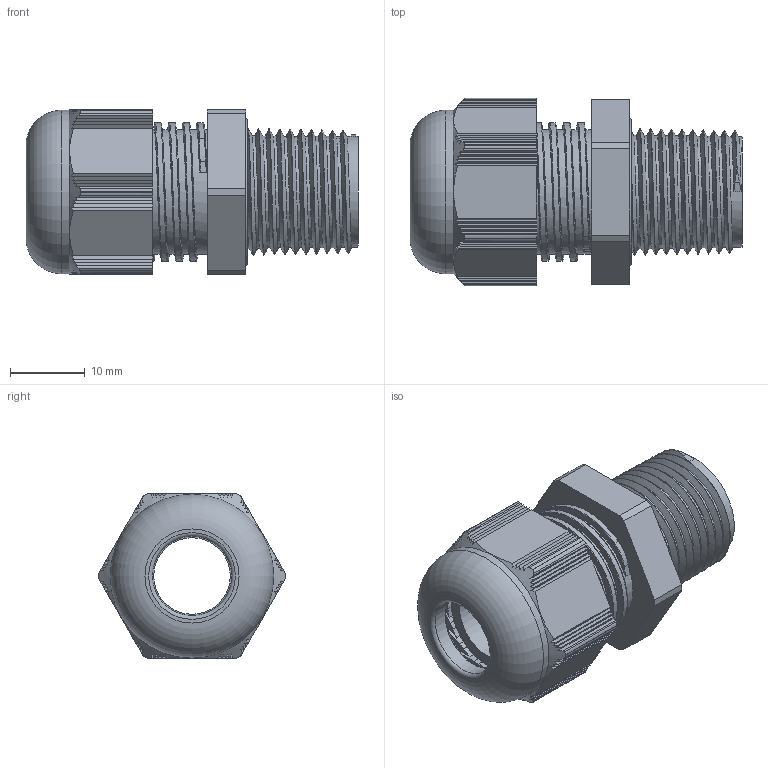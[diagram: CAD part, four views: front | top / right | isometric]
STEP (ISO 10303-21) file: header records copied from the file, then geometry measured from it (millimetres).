
FILE_DESCRIPTION(/* description */ ('Euro-Top NPT 3/8", KB:5-10 mm'),/* implementation_level */ '2;1');
FILE_NAME(/* name */ '11080038-RST.stp',/* time_stamp */ '2019-11-27T12:31:30+01:00',/* author */ ('sl'),/* organization */ (''),/* preprocessor_version */ 'ST-DEVELOPER v16.5',/* originating_system */ 'Autodesk Inventor 2017',/* authorisation */ '');
FILE_SCHEMA (('AUTOMOTIVE_DESIGN { 1 0 10303 214 3 1 1 }'));
Length unit declared in the file: millimetre
Products named in the file (4): 11080038; 11080038_1; 11080038_2; 11080038_3
Assembly tree (3 placements, depth 2):
  11080038
    11080038_1
    11080038_2
    11080038_3
Bounding box: 44.42 x 25.08 x 22 mm (x, y, z)
Volume: 8611.6 mm3; surface area: 10555 mm2
Topology: 3 solids, 3 shells, 309 faces, 877 edges, 578 vertices
Faces by surface type: plane 197, cylinder 62, bspline 24, torus 20, cone 6
Full cylindrical faces by diameter (mm): 10.24 x1, 10.6 x1, 10.72 x1, 13.44 x1, 13.6 x1, 16.3 x1, 16.7 x6, 17.25 x5, 19.1 x5, 21.87 x1
Entity records: 15897 total; most frequent: CARTESIAN_POINT 8631, ORIENTED_EDGE 1592, DIRECTION 1374, EDGE_CURVE 796, VERTEX_POINT 536, AXIS2_PLACEMENT_3D 472, LINE 430, VECTOR 430
